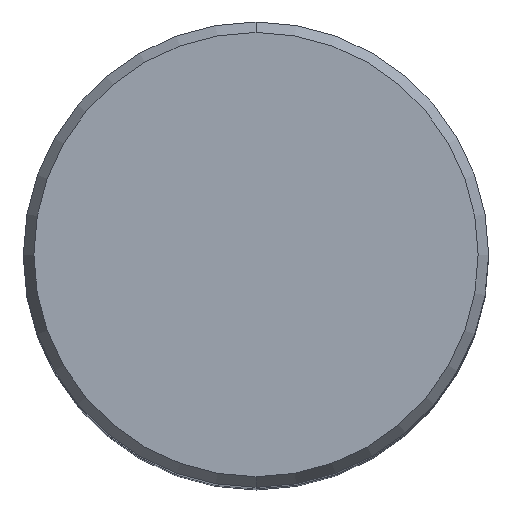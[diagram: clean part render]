
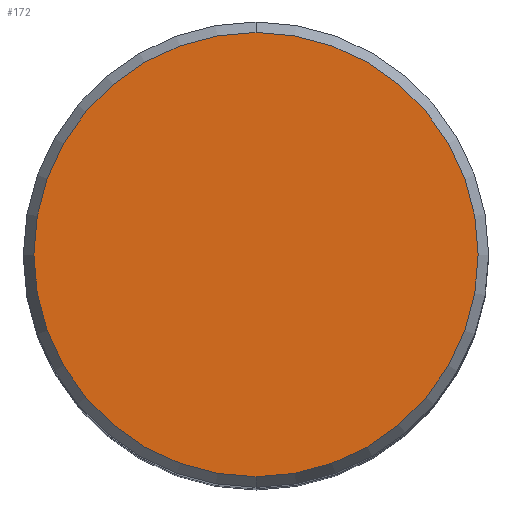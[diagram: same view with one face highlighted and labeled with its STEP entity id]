
A CAD part, top view. The second image highlights one B-rep face of the part: STEP entity #172.
In plain terms, the highlighted planar face has unit normal (0, 0, 1).
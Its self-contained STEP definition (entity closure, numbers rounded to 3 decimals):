
#94=EDGE_CURVE('',#138,#146,#218,.T.);
#138=VERTEX_POINT('',#267);
#142=EDGE_CURVE('',#146,#138,#272,.T.);
#146=VERTEX_POINT('',#276);
#172=ADVANCED_FACE('',(#304),#305,.T.);
#218=CIRCLE('',#349,24.255);
#267=CARTESIAN_POINT('',(0.,-24.255,0.01));
#272=CIRCLE('',#412,24.255);
#276=CARTESIAN_POINT('',(0.0,24.255,0.01));
#304=FACE_OUTER_BOUND('',#457,.T.);
#305=PLANE('',#458);
#349=AXIS2_PLACEMENT_3D('',#500,#501,#502);
#412=AXIS2_PLACEMENT_3D('',#565,#566,#567);
#457=EDGE_LOOP('',(#602,#603));
#458=AXIS2_PLACEMENT_3D('',#604,#605,#606);
#500=CARTESIAN_POINT('',(0.0,0.0,0.01));
#501=DIRECTION('',(0.0,0.0,-1.0));
#502=DIRECTION('',(0.0,1.0,0.0));
#565=CARTESIAN_POINT('',(0.0,0.0,0.01));
#566=DIRECTION('',(0.0,0.0,-1.0));
#567=DIRECTION('',(0.0,1.0,0.0));
#602=ORIENTED_EDGE('',*,*,#142,.F.);
#603=ORIENTED_EDGE('',*,*,#94,.F.);
#604=CARTESIAN_POINT('',(0.0,12.127,0.01));
#605=DIRECTION('',(-0.0,0.0,1.0));
#606=DIRECTION('',(0.0,-1.0,0.0));
